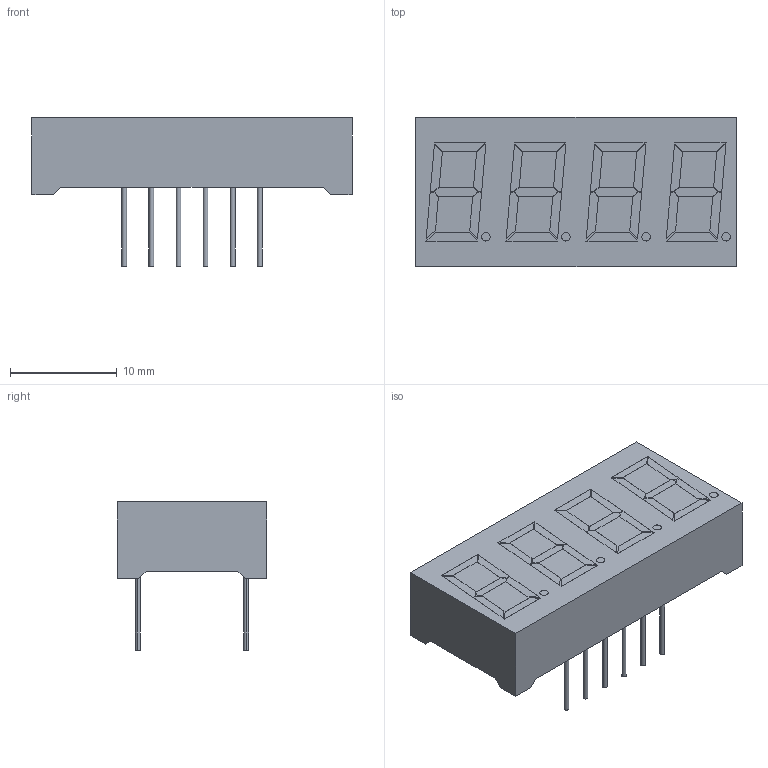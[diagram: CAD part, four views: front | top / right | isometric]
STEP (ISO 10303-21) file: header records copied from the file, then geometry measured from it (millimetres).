
FILE_DESCRIPTION (( 'STEP AP214' ), '1' );
FILE_NAME ('63EEE371-5AD2-4DB5-BAB2-F5C03BBE5384.STEP', '2022-07-02T07:29:29', ( '' ), ( '' ), 'SwSTEP 2.0', 'SolidWorks 2022', '' );
FILE_SCHEMA (( 'AUTOMOTIVE_DESIGN' ));
Length unit declared in the file: millimetre
Products named in the file (1): 63EEE371-5AD2-4DB5-BAB2-F5C03BBE5384
Bounding box: 30 x 14 x 13.91 mm (x, y, z)
Volume: 2755.3 mm3; surface area: 1565.3 mm2
Topology: 1 solids, 1 shells, 238 faces, 576 edges, 384 vertices
Faces by surface type: plane 206, cylinder 32
Entity records: 7833 total; most frequent: CARTESIAN_POINT 1199, ORIENTED_EDGE 1152, DIRECTION 1118, EDGE_CURVE 576, LINE 512, VECTOR 512, VERTEX_POINT 384, AXIS2_PLACEMENT_3D 303
